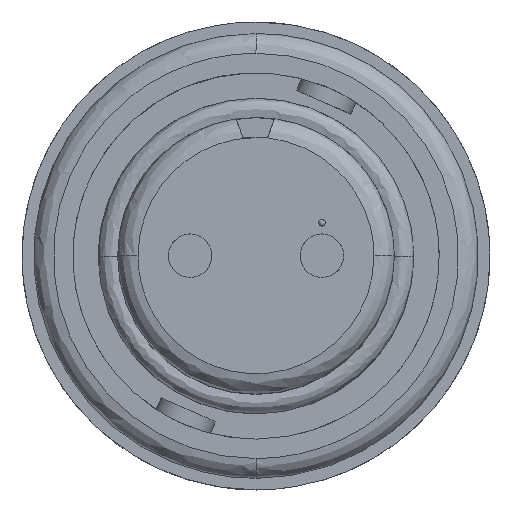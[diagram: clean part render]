
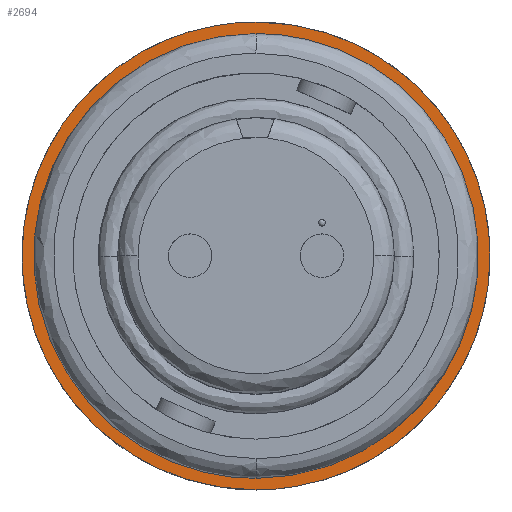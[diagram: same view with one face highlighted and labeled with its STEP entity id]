
A CAD part, top view. The second image highlights one B-rep face of the part: STEP entity #2694.
In plain terms, the highlighted planar face has unit normal (0, 0, 1).
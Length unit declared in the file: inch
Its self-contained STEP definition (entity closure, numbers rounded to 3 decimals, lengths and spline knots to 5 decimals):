
#92 = CARTESIAN_POINT ( 'NONE',  ( 0., 0.3375, -0.161 ) ) ;
#1039 = EDGE_CURVE ( 'NONE', #9547, #15075, #16711, .T. ) ;
#1083 = FACE_BOUND ( 'NONE', #8981, .T. ) ;
#2505 = EDGE_CURVE ( 'NONE', #2646, #9547, #13145, .T. ) ;
#2646 = VERTEX_POINT ( 'NONE', #8540 ) ;
#2694 = ADVANCED_FACE ( 'NONE', ( #15330, #1083 ), #7625, .F. ) ;
#3393 =( BOUNDED_CURVE ( )  B_SPLINE_CURVE ( 3, ( #17158, #16595, #16551, #16529 ),
 .UNSPECIFIED., .F., .F. ) 
 B_SPLINE_CURVE_WITH_KNOTS ( ( 4, 4 ),
 ( 0., 1. ),
 .UNSPECIFIED. ) 
 CURVE ( )  GEOMETRIC_REPRESENTATION_ITEM ( )  RATIONAL_B_SPLINE_CURVE ( ( 1., 0.698, 0.698, 1. ) ) 
 REPRESENTATION_ITEM ( '' )  );
#3725 = B_SPLINE_CURVE_WITH_KNOTS ( 'NONE', 3,
 ( #14562, #14577, #14601, #14515, #14497, #14478, #14456, #14444, #14423, #14384, #14360, #14326, #14303, #14266, #14244, #14207, #14187, #14147 ),
 .UNSPECIFIED., .F., .F.,
 ( 4, 2, 2, 2, 2, 2, 2, 2, 4 ),
 ( 0., 0.125, 0.25, 0.375, 0.5, 0.625, 0.75, 0.875, 1. ),
 .UNSPECIFIED. ) ;
#4182 =( BOUNDED_CURVE ( )  B_SPLINE_CURVE ( 3, ( #14230, #14292, #14072, #14050 ),
 .UNSPECIFIED., .F., .T. ) 
 B_SPLINE_CURVE_WITH_KNOTS ( ( 4, 4 ),
 ( 0., 1. ),
 .UNSPECIFIED. ) 
 CURVE ( )  GEOMETRIC_REPRESENTATION_ITEM ( )  RATIONAL_B_SPLINE_CURVE ( ( 1., 0.892, 0.892, 1. ) ) 
 REPRESENTATION_ITEM ( '' )  );
#5114 = EDGE_CURVE ( 'NONE', #9838, #15024, #3725, .T. ) ;
#5951 = CARTESIAN_POINT ( 'NONE',  ( 0., -0.355, -0.161 ) ) ;
#6340 = EDGE_CURVE ( 'NONE', #8057, #2646, #3393, .T. ) ;
#6427 = CARTESIAN_POINT ( 'NONE',  ( 0., -0.3375, -0.161 ) ) ;
#6452 = CARTESIAN_POINT ( 'NONE',  ( -0.30891, 0.13594, -0.161 ) ) ;
#6485 = CARTESIAN_POINT ( 'NONE',  ( -0.4177, -0.11129, -0.161 ) ) ;
#6488 = CARTESIAN_POINT ( 'NONE',  ( -0.2701, -0.3375, -0.161 ) ) ;
#6693 = CARTESIAN_POINT ( 'NONE',  ( 0., -0.3375, -0.161 ) ) ;
#6884 = CARTESIAN_POINT ( 'NONE',  ( 0., 0.355, -0.161 ) ) ;
#7295 = DIRECTION ( 'NONE',  ( 0., 1., 0. ) ) ;
#7358 = DIRECTION ( 'NONE',  ( 0., 0., -1. ) ) ;
#7625 = PLANE ( 'NONE',  #7900 ) ;
#7787 = CARTESIAN_POINT ( 'NONE',  ( 0.13594, 0.30891, -0.161 ) ) ;
#7900 = AXIS2_PLACEMENT_3D ( 'NONE', #7787, #7358, #7295 ) ;
#8057 = VERTEX_POINT ( 'NONE', #15077 ) ;
#8108 = EDGE_CURVE ( 'NONE', #15075, #8057, #4182, .T. ) ;
#8540 = CARTESIAN_POINT ( 'NONE',  ( 0., 0.3375, -0.161 ) ) ;
#8981 = EDGE_LOOP ( 'NONE', ( #10605, #10821, #10652, #11262 ) ) ;
#9492 = ORIENTED_EDGE ( 'NONE', *, *, #13812, .F. ) ;
#9547 = VERTEX_POINT ( 'NONE', #13794 ) ;
#9598 = EDGE_LOOP ( 'NONE', ( #12007, #9492 ) ) ;
#9838 = VERTEX_POINT ( 'NONE', #5951 ) ;
#10555 = CARTESIAN_POINT ( 'NONE',  ( -0.25337, 0.26215, -0.161 ) ) ;
#10578 = CARTESIAN_POINT ( 'NONE',  ( -0.30891, 0.13594, -0.161 ) ) ;
#10605 = ORIENTED_EDGE ( 'NONE', *, *, #8108, .F. ) ;
#10652 = ORIENTED_EDGE ( 'NONE', *, *, #2505, .F. ) ;
#10821 = ORIENTED_EDGE ( 'NONE', *, *, #1039, .F. ) ;
#11069 = CARTESIAN_POINT ( 'NONE',  ( -0.13789, 0.3375, -0.161 ) ) ;
#11262 = ORIENTED_EDGE ( 'NONE', *, *, #6340, .F. ) ;
#11344 = B_SPLINE_CURVE_WITH_KNOTS ( 'NONE', 3,
 ( #16388, #16046, #15928, #15906, #15900, #15885, #15862, #15845, #15841, #15828, #15809, #15788, #15784, #15772, #15754, #15736, #15733, #15719 ),
 .UNSPECIFIED., .F., .F.,
 ( 4, 2, 2, 2, 2, 2, 2, 2, 4 ),
 ( 0., 0.125, 0.25, 0.375, 0.5, 0.625, 0.75, 0.875, 1. ),
 .UNSPECIFIED. ) ;
#12007 = ORIENTED_EDGE ( 'NONE', *, *, #5114, .F. ) ;
#13145 =( BOUNDED_CURVE ( )  B_SPLINE_CURVE ( 3, ( #92, #11069, #10555, #10578 ),
 .UNSPECIFIED., .F., .T. ) 
 B_SPLINE_CURVE_WITH_KNOTS ( ( 4, 4 ),
 ( 0., 1. ),
 .UNSPECIFIED. ) 
 CURVE ( )  GEOMETRIC_REPRESENTATION_ITEM ( )  RATIONAL_B_SPLINE_CURVE ( ( 1., 0.892, 0.892, 1. ) ) 
 REPRESENTATION_ITEM ( '' )  );
#13794 = CARTESIAN_POINT ( 'NONE',  ( -0.30891, 0.13594, -0.161 ) ) ;
#13812 = EDGE_CURVE ( 'NONE', #15024, #9838, #11344, .T. ) ;
#14050 = CARTESIAN_POINT ( 'NONE',  ( 0.30891, -0.13594, -0.161 ) ) ;
#14072 = CARTESIAN_POINT ( 'NONE',  ( 0.25337, -0.26215, -0.161 ) ) ;
#14147 = CARTESIAN_POINT ( 'NONE',  ( 0., 0.355, -0.161 ) ) ;
#14187 = CARTESIAN_POINT ( 'NONE',  ( -0.04647, 0.355, -0.161 ) ) ;
#14207 = CARTESIAN_POINT ( 'NONE',  ( -0.09292, 0.34576, -0.161 ) ) ;
#14230 = CARTESIAN_POINT ( 'NONE',  ( 0., -0.3375, -0.161 ) ) ;
#14244 = CARTESIAN_POINT ( 'NONE',  ( -0.17878, 0.31019, -0.161 ) ) ;
#14266 = CARTESIAN_POINT ( 'NONE',  ( -0.21816, 0.28388, -0.161 ) ) ;
#14292 = CARTESIAN_POINT ( 'NONE',  ( 0.13789, -0.3375, -0.161 ) ) ;
#14303 = CARTESIAN_POINT ( 'NONE',  ( -0.28388, 0.21816, -0.161 ) ) ;
#14326 = CARTESIAN_POINT ( 'NONE',  ( -0.31019, 0.17878, -0.161 ) ) ;
#14360 = CARTESIAN_POINT ( 'NONE',  ( -0.34576, 0.09292, -0.161 ) ) ;
#14384 = CARTESIAN_POINT ( 'NONE',  ( -0.355, 0.04647, -0.161 ) ) ;
#14423 = CARTESIAN_POINT ( 'NONE',  ( -0.355, -0.04647, -0.161 ) ) ;
#14444 = CARTESIAN_POINT ( 'NONE',  ( -0.34576, -0.09292, -0.161 ) ) ;
#14456 = CARTESIAN_POINT ( 'NONE',  ( -0.31019, -0.17878, -0.161 ) ) ;
#14478 = CARTESIAN_POINT ( 'NONE',  ( -0.28388, -0.21816, -0.161 ) ) ;
#14497 = CARTESIAN_POINT ( 'NONE',  ( -0.21816, -0.28388, -0.161 ) ) ;
#14515 = CARTESIAN_POINT ( 'NONE',  ( -0.17878, -0.31019, -0.161 ) ) ;
#14562 = CARTESIAN_POINT ( 'NONE',  ( 0., -0.355, -0.161 ) ) ;
#14577 = CARTESIAN_POINT ( 'NONE',  ( -0.04647, -0.355, -0.161 ) ) ;
#14601 = CARTESIAN_POINT ( 'NONE',  ( -0.09292, -0.34576, -0.161 ) ) ;
#15024 = VERTEX_POINT ( 'NONE', #6884 ) ;
#15075 = VERTEX_POINT ( 'NONE', #6693 ) ;
#15077 = CARTESIAN_POINT ( 'NONE',  ( 0.30891, -0.13594, -0.161 ) ) ;
#15330 = FACE_OUTER_BOUND ( 'NONE', #9598, .T. ) ;
#15719 = CARTESIAN_POINT ( 'NONE',  ( 0., -0.355, -0.161 ) ) ;
#15733 = CARTESIAN_POINT ( 'NONE',  ( 0.04647, -0.355, -0.161 ) ) ;
#15736 = CARTESIAN_POINT ( 'NONE',  ( 0.09292, -0.34576, -0.161 ) ) ;
#15754 = CARTESIAN_POINT ( 'NONE',  ( 0.17878, -0.31019, -0.161 ) ) ;
#15772 = CARTESIAN_POINT ( 'NONE',  ( 0.21816, -0.28388, -0.161 ) ) ;
#15784 = CARTESIAN_POINT ( 'NONE',  ( 0.28388, -0.21816, -0.161 ) ) ;
#15788 = CARTESIAN_POINT ( 'NONE',  ( 0.31019, -0.17878, -0.161 ) ) ;
#15809 = CARTESIAN_POINT ( 'NONE',  ( 0.34576, -0.09292, -0.161 ) ) ;
#15828 = CARTESIAN_POINT ( 'NONE',  ( 0.355, -0.04647, -0.161 ) ) ;
#15841 = CARTESIAN_POINT ( 'NONE',  ( 0.355, 0.04647, -0.161 ) ) ;
#15845 = CARTESIAN_POINT ( 'NONE',  ( 0.34576, 0.09292, -0.161 ) ) ;
#15862 = CARTESIAN_POINT ( 'NONE',  ( 0.31019, 0.17878, -0.161 ) ) ;
#15885 = CARTESIAN_POINT ( 'NONE',  ( 0.28388, 0.21816, -0.161 ) ) ;
#15900 = CARTESIAN_POINT ( 'NONE',  ( 0.21816, 0.28388, -0.161 ) ) ;
#15906 = CARTESIAN_POINT ( 'NONE',  ( 0.17878, 0.31019, -0.161 ) ) ;
#15928 = CARTESIAN_POINT ( 'NONE',  ( 0.09292, 0.34576, -0.161 ) ) ;
#16046 = CARTESIAN_POINT ( 'NONE',  ( 0.04647, 0.355, -0.161 ) ) ;
#16388 = CARTESIAN_POINT ( 'NONE',  ( 0., 0.355, -0.161 ) ) ;
#16529 = CARTESIAN_POINT ( 'NONE',  ( 0., 0.3375, -0.161 ) ) ;
#16551 = CARTESIAN_POINT ( 'NONE',  ( 0.2701, 0.3375, -0.161 ) ) ;
#16595 = CARTESIAN_POINT ( 'NONE',  ( 0.4177, 0.11129, -0.161 ) ) ;
#16711 =( BOUNDED_CURVE ( )  B_SPLINE_CURVE ( 3, ( #6452, #6485, #6488, #6427 ),
 .UNSPECIFIED., .F., .T. ) 
 B_SPLINE_CURVE_WITH_KNOTS ( ( 4, 4 ),
 ( 0., 1. ),
 .UNSPECIFIED. ) 
 CURVE ( )  GEOMETRIC_REPRESENTATION_ITEM ( )  RATIONAL_B_SPLINE_CURVE ( ( 1., 0.698, 0.698, 1. ) ) 
 REPRESENTATION_ITEM ( '' )  );
#17158 = CARTESIAN_POINT ( 'NONE',  ( 0.30891, -0.13594, -0.161 ) ) ;
